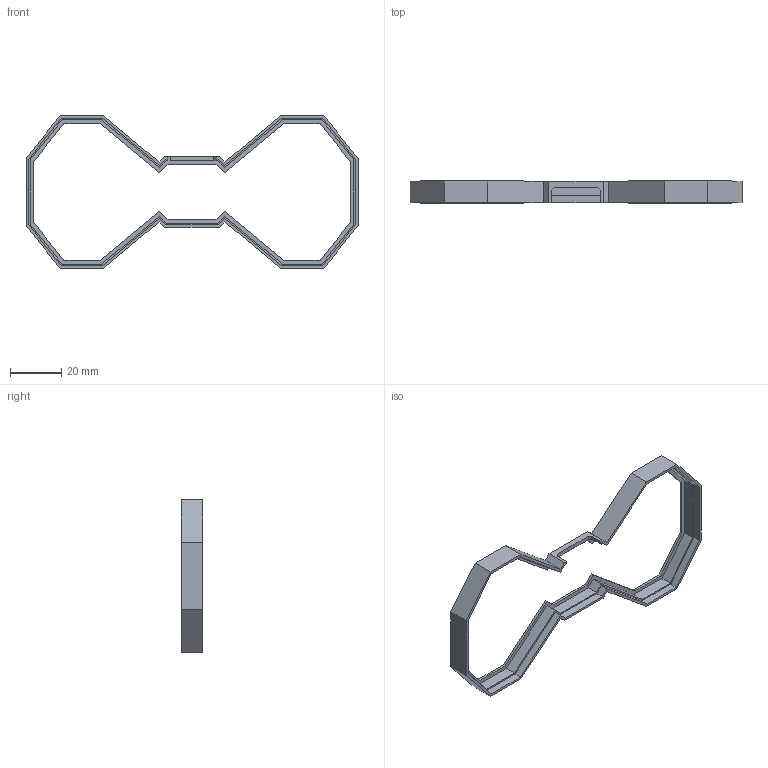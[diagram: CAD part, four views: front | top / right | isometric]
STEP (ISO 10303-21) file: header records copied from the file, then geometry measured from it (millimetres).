
FILE_DESCRIPTION(/* description */ (''),/* implementation_level */ '2;1');
FILE_NAME(/* name */ 'bumper.step',/* time_stamp */ '2019-02-17T11:23:03-05:00',/* author */ ('sphawes'),/* organization */ (''),/* preprocessor_version */ 'ST-DEVELOPER v17.2',/* originating_system */ 'Autodesk Translation Framework v7.6.0.251',/* authorisation */ '');
FILE_SCHEMA (('AUTOMOTIVE_DESIGN { 1 0 10303 214 3 1 1 }'));
Length unit declared in the file: millimetre
Products named in the file (2): glowtieV0.4; bumper
Assembly tree (1 placements, depth 2):
  glowtieV0.4
    bumper
Bounding box: 129.2 x 8.5 x 59.35 mm (x, y, z)
Volume: 4736.5 mm3; surface area: 8295.3 mm2
Topology: 1 solids, 1 shells, 90 faces, 264 edges, 176 vertices
Faces by surface type: plane 90
Entity records: 3006 total; most frequent: CARTESIAN_POINT 533, ORIENTED_EDGE 528, DIRECTION 450, LINE 264, VECTOR 264, EDGE_CURVE 264, VERTEX_POINT 176, AXIS2_PLACEMENT_3D 93
